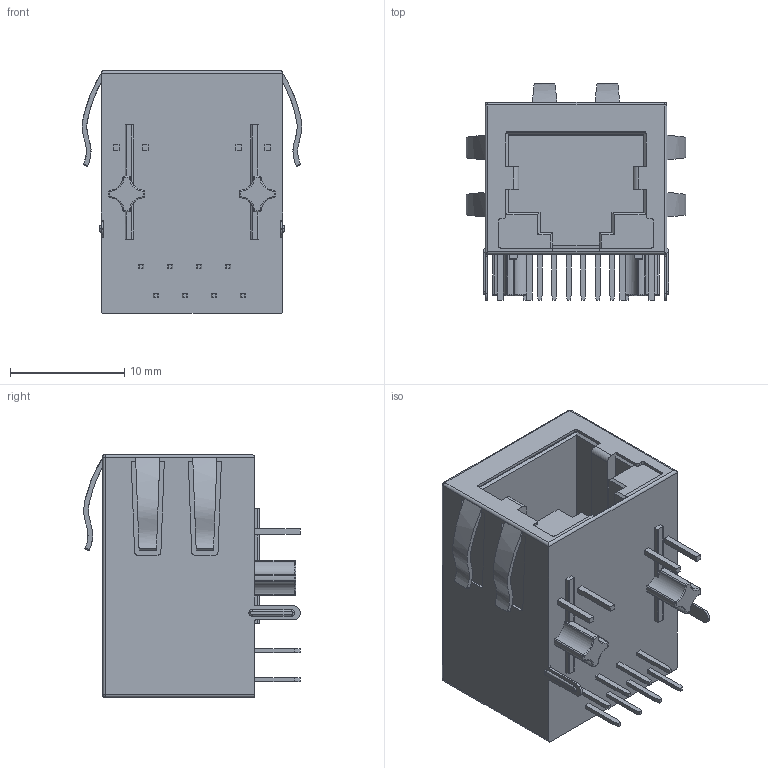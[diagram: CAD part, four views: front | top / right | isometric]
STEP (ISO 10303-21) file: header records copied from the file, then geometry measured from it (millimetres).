
FILE_DESCRIPTION(/* description */ (''),/* implementation_level */ '2;1');
FILE_NAME(/* name */ 'SI-60062 v1.step',/* time_stamp */ '2025-08-10T11:49:28+09:00',/* author */ (''),/* organization */ (''),/* preprocessor_version */ 'ST-DEVELOPER v20.1',/* originating_system */ 'Autodesk Translation Framework v14.10.0.0',/* authorisation */ '');
FILE_SCHEMA (('AUTOMOTIVE_DESIGN { 1 0 10303 214 3 1 1 }'));
Length unit declared in the file: millimetre
Products named in the file (2): LPJ0012GDNL_ASM; LPJ00XXGDNL
Assembly tree (1 placements, depth 2):
  LPJ0012GDNL_ASM
    LPJ00XXGDNL
Bounding box: 19.23 x 18.95 x 21.25 mm (x, y, z)
Volume: 3640.9 mm3; surface area: 2538.6 mm2
Topology: 1 solids, 1 shells, 374 faces, 959 edges, 610 vertices
Faces by surface type: plane 217, cylinder 101, sphere 20, bspline 20, torus 16
Entity records: 15456 total; most frequent: CARTESIAN_POINT 6302, ORIENTED_EDGE 1918, DIRECTION 1865, EDGE_CURVE 959, LINE 655, VECTOR 655, VERTEX_POINT 610, AXIS2_PLACEMENT_3D 605
